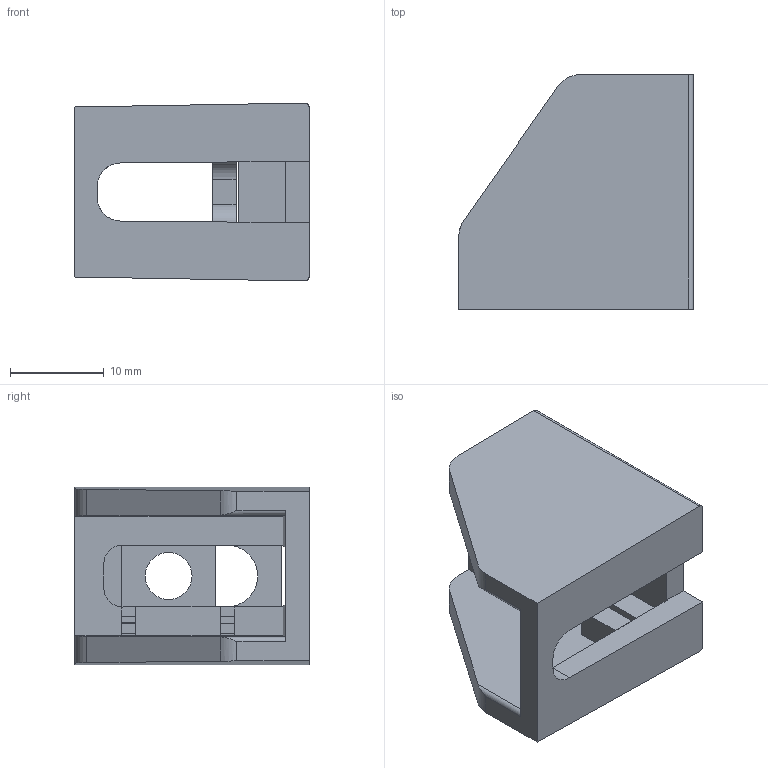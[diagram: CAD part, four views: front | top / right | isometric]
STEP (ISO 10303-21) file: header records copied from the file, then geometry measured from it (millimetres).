
FILE_DESCRIPTION(/* description */ ('STEP AP214'),/* implementation_level */ '2;1');
FILE_NAME(/* name */ '094010M6',/* time_stamp */ '2025-06-26T05:05:15+02:00',/* author */ ('License CC BY-ND 4.0'),/* organization */ ('CADENAS'),/* preprocessor_version */ 'ST-DEVELOPER v19.3',/* originating_system */ 'PARTsolutions',/* authorisation */ ' ');
FILE_SCHEMA (('AUTOMOTIVE_DESIGN {1 0 10303 214 3 1 1}'));
Length unit declared in the file: millimetre
Products named in the file (2): 094010M6; 094010M61
Assembly tree (1 placements, depth 2):
  094010M6
    094010M61
Bounding box: 25 x 25 x 18.98 mm (x, y, z)
Volume: 4941.9 mm3; surface area: 4161.9 mm2
Topology: 1 solids, 1 shells, 76 faces, 228 edges, 146 vertices
Faces by surface type: plane 55, cylinder 17, torus 3, sphere 1
Full cylindrical faces by diameter (mm): 2.1 x2, 5 x1
Entity records: 3105 total; most frequent: CARTESIAN_POINT 456, ORIENTED_EDGE 444, DIRECTION 415, EDGE_CURVE 222, LINE 179, VECTOR 179, VERTEX_POINT 146, AXIS2_PLACEMENT_3D 118
